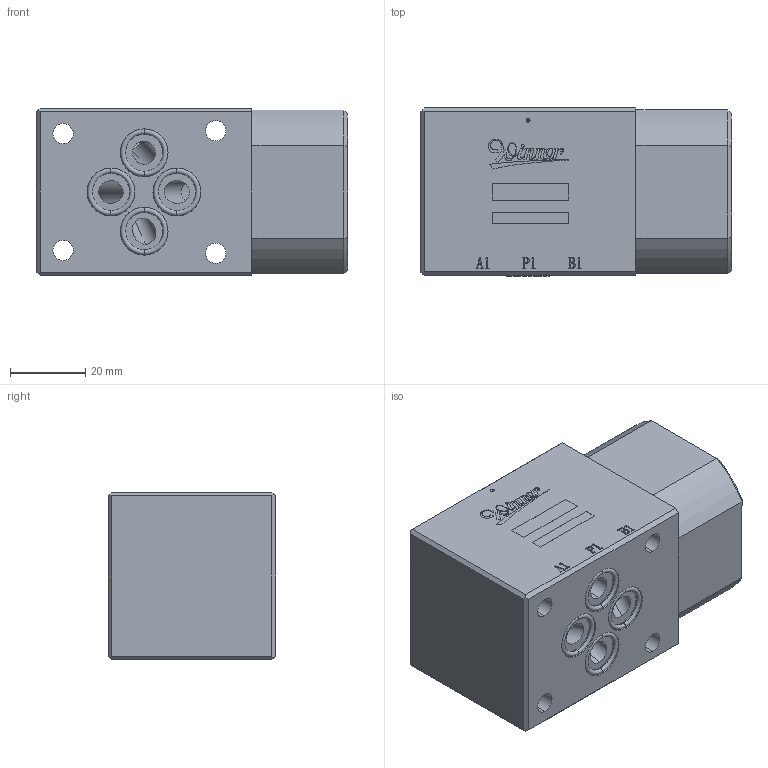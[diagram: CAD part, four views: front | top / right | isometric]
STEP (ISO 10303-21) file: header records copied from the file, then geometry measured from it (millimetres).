
FILE_DESCRIPTION (( 'STEP AP203' ), '1' );
FILE_NAME ('MH03DBT-N-11A3-Z01.STEP', '2025-01-10T00:34:16', ( 'user' ), ( '' ), 'SwSTEP 2.0', 'SolidWorks 2018', '' );
FILE_SCHEMA (( 'CONFIG_CONTROL_DESIGN' ));
Length unit declared in the file: millimetre
Products named in the file (4): 4KAA012AA001_W3046用; 5DBP00A002; 6EC03040DBTXXA001; MH03DBT-N-11A3-Z01
Assembly tree (6 placements, depth 2):
  MH03DBT-N-11A3-Z01
    4KAA012AA001_W3046用  x4
    5DBP00A002
    6EC03040DBTXXA001
Bounding box: 82.6 x 44.55 x 44.5 mm (x, y, z)
Volume: 130135.1 mm3; surface area: 28440.1 mm2
Topology: 6 solids, 6 shells, 513 faces, 1389 edges, 897 vertices
Faces by surface type: cylinder 222, plane 178, bspline 50, cone 47, torus 16
Entity records: 20904 total; most frequent: CARTESIAN_POINT 7990, ORIENTED_EDGE 2714, DIRECTION 2481, EDGE_CURVE 1357, VERTEX_POINT 885, AXIS2_PLACEMENT_3D 882, VECTOR 717, LINE 717
